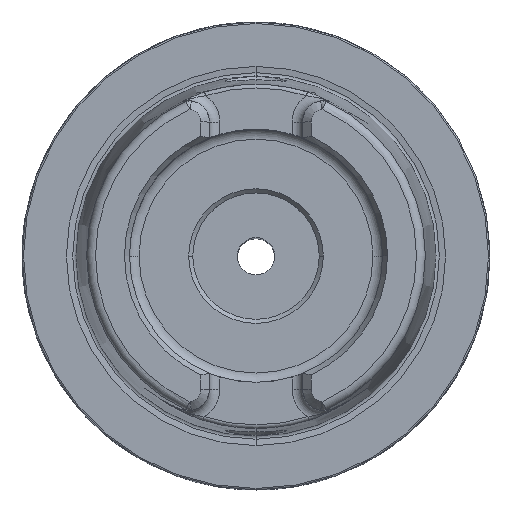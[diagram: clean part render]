
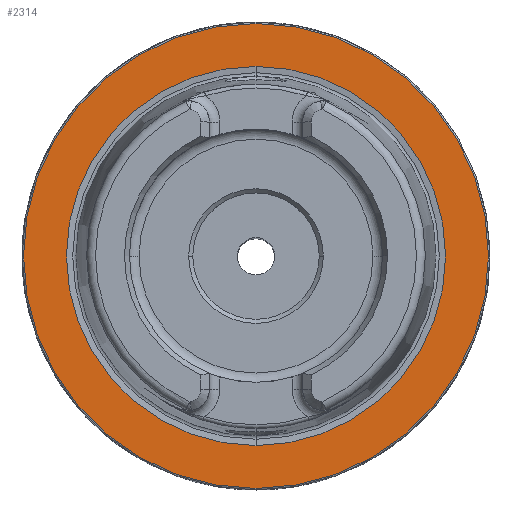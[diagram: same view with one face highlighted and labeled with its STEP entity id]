
A CAD part, top view. The second image highlights one B-rep face of the part: STEP entity #2314.
In plain terms, the highlighted planar face has unit normal (0, 0, 1).
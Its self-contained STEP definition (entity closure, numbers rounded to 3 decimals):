
#861 = ORIENTED_EDGE ( 'NONE', *, *, #10231, .T. ) ;
#1645 = DIRECTION ( 'NONE',  ( 0., -1., 0. ) ) ;
#1671 = CARTESIAN_POINT ( 'NONE',  ( 0., 0., 0. ) ) ;
#1731 = DIRECTION ( 'NONE',  ( 0., 0., 1. ) ) ;
#2182 = CARTESIAN_POINT ( 'NONE',  ( 0., 0., 0. ) ) ;
#2214 = FACE_BOUND ( 'NONE', #7637, .T. ) ;
#2240 = CIRCLE ( 'NONE', #5443, 25.5 ) ;
#2314 = ADVANCED_FACE ( 'NONE', ( #7532, #2214 ), #7141, .T. ) ;
#2334 = EDGE_LOOP ( 'NONE', ( #4320, #9325 ) ) ;
#3128 = DIRECTION ( 'NONE',  ( 0., 1., 0. ) ) ;
#3487 = EDGE_CURVE ( 'NONE', #5695, #4958, #9864, .T. ) ;
#3498 = AXIS2_PLACEMENT_3D ( 'NONE', #8999, #9076, #9198 ) ;
#3838 = AXIS2_PLACEMENT_3D ( 'NONE', #1671, #1731, #1645 ) ;
#4272 = ORIENTED_EDGE ( 'NONE', *, *, #5959, .T. ) ;
#4320 = ORIENTED_EDGE ( 'NONE', *, *, #3487, .T. ) ;
#4637 = CARTESIAN_POINT ( 'NONE',  ( 0., 0., 0. ) ) ;
#4958 = VERTEX_POINT ( 'NONE', #9321 ) ;
#5154 = CIRCLE ( 'NONE', #8330, 31.27 ) ;
#5352 = CARTESIAN_POINT ( 'NONE',  ( 0., 0., 0. ) ) ;
#5443 = AXIS2_PLACEMENT_3D ( 'NONE', #2182, #8799, #3128 ) ;
#5573 = DIRECTION ( 'NONE',  ( 0., 1., 0. ) ) ;
#5695 = VERTEX_POINT ( 'NONE', #10277 ) ;
#5959 = EDGE_CURVE ( 'NONE', #8818, #6144, #2240, .T. ) ;
#6144 = VERTEX_POINT ( 'NONE', #8290 ) ;
#6292 = DIRECTION ( 'NONE',  ( 0., -1., 0. ) ) ;
#7141 = PLANE ( 'NONE',  #3498 ) ;
#7189 = AXIS2_PLACEMENT_3D ( 'NONE', #4637, #11260, #5573 ) ;
#7314 = EDGE_CURVE ( 'NONE', #4958, #5695, #5154, .T. ) ;
#7532 = FACE_OUTER_BOUND ( 'NONE', #2334, .T. ) ;
#7637 = EDGE_LOOP ( 'NONE', ( #861, #4272 ) ) ;
#8290 = CARTESIAN_POINT ( 'NONE',  ( 0., -25.5, 0. ) ) ;
#8330 = AXIS2_PLACEMENT_3D ( 'NONE', #5352, #11950, #6292 ) ;
#8799 = DIRECTION ( 'NONE',  ( 0., 0., -1. ) ) ;
#8800 = CIRCLE ( 'NONE', #7189, 25.5 ) ;
#8818 = VERTEX_POINT ( 'NONE', #10695 ) ;
#8999 = CARTESIAN_POINT ( 'NONE',  ( 0., 31.47, 0. ) ) ;
#9076 = DIRECTION ( 'NONE',  ( 0., 0., 1. ) ) ;
#9198 = DIRECTION ( 'NONE',  ( 0., -1., 0. ) ) ;
#9321 = CARTESIAN_POINT ( 'NONE',  ( 0., 31.27, 0. ) ) ;
#9325 = ORIENTED_EDGE ( 'NONE', *, *, #7314, .T. ) ;
#9864 = CIRCLE ( 'NONE', #3838, 31.27 ) ;
#10231 = EDGE_CURVE ( 'NONE', #6144, #8818, #8800, .T. ) ;
#10277 = CARTESIAN_POINT ( 'NONE',  ( 0., -31.27, 0. ) ) ;
#10695 = CARTESIAN_POINT ( 'NONE',  ( 0., 25.5, 0. ) ) ;
#11260 = DIRECTION ( 'NONE',  ( 0., 0., -1. ) ) ;
#11950 = DIRECTION ( 'NONE',  ( 0., 0., 1. ) ) ;
